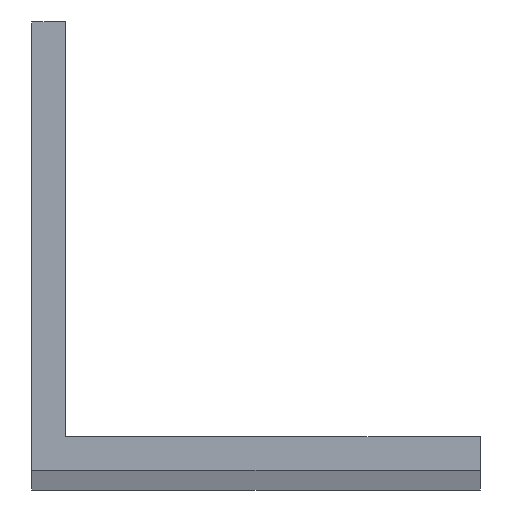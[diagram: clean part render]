
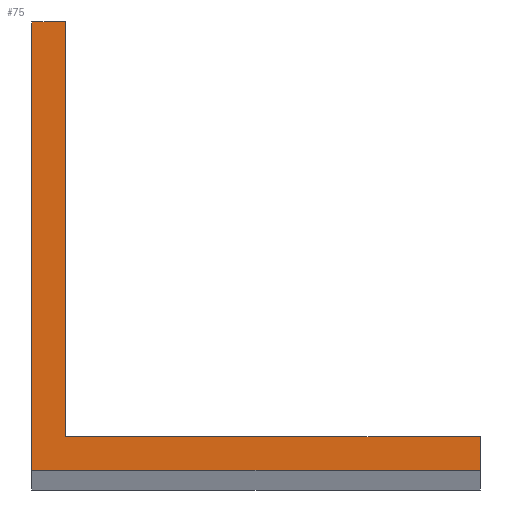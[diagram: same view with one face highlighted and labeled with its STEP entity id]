
A CAD part, top view. The second image highlights one B-rep face of the part: STEP entity #75.
In plain terms, the highlighted planar face has unit normal (0, 0, 1).
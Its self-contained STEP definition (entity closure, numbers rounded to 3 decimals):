
#12 = LINE ( 'NONE', #109, #20 ) ;
#16 = DIRECTION ( 'NONE',  ( -1., 0., 0. ) ) ;
#18 = LINE ( 'NONE', #164, #258 ) ;
#20 = VECTOR ( 'NONE', #16, 1000. ) ;
#22 = ORIENTED_EDGE ( 'NONE', *, *, #43, .T. ) ;
#25 = DIRECTION ( 'NONE',  ( 0., 1., 0. ) ) ;
#37 = LINE ( 'NONE', #301, #121 ) ;
#40 = CARTESIAN_POINT ( 'NONE',  ( 40., 0., 1000. ) ) ;
#43 = EDGE_CURVE ( 'NONE', #267, #55, #229, .T. ) ;
#47 = EDGE_CURVE ( 'NONE', #92, #267, #50, .T. ) ;
#50 = LINE ( 'NONE', #103, #128 ) ;
#55 = VERTEX_POINT ( 'NONE', #85 ) ;
#59 = DIRECTION ( 'NONE',  ( 0., 0., 1. ) ) ;
#74 = VERTEX_POINT ( 'NONE', #86 ) ;
#75 = ADVANCED_FACE ( 'NONE', ( #148 ), #171, .T. ) ;
#77 = VECTOR ( 'NONE', #250, 1000. ) ;
#81 = ORIENTED_EDGE ( 'NONE', *, *, #248, .T. ) ;
#85 = CARTESIAN_POINT ( 'NONE',  ( 0., 40., 1000. ) ) ;
#86 = CARTESIAN_POINT ( 'NONE',  ( 40., 3., 1000. ) ) ;
#92 = VERTEX_POINT ( 'NONE', #152 ) ;
#96 = DIRECTION ( 'NONE',  ( 0., 1., 0. ) ) ;
#101 = DIRECTION ( 'NONE',  ( 1., 0., 0. ) ) ;
#103 = CARTESIAN_POINT ( 'NONE',  ( 3., 3., 1000. ) ) ;
#107 = EDGE_CURVE ( 'NONE', #243, #263, #170, .T. ) ;
#109 = CARTESIAN_POINT ( 'NONE',  ( 40., 3., 1000. ) ) ;
#121 = VECTOR ( 'NONE', #96, 1000. ) ;
#128 = VECTOR ( 'NONE', #25, 1000. ) ;
#141 = CARTESIAN_POINT ( 'NONE',  ( 0., 0., 1000. ) ) ;
#147 = CARTESIAN_POINT ( 'NONE',  ( 3., 40., 1000. ) ) ;
#148 = FACE_OUTER_BOUND ( 'NONE', #197, .T. ) ;
#149 = EDGE_CURVE ( 'NONE', #55, #243, #18, .T. ) ;
#150 = ORIENTED_EDGE ( 'NONE', *, *, #149, .T. ) ;
#152 = CARTESIAN_POINT ( 'NONE',  ( 3., 3., 1000. ) ) ;
#158 = ORIENTED_EDGE ( 'NONE', *, *, #47, .T. ) ;
#164 = CARTESIAN_POINT ( 'NONE',  ( 0., 40., 1000. ) ) ;
#170 = LINE ( 'NONE', #269, #77 ) ;
#171 = PLANE ( 'NONE',  #194 ) ;
#194 = AXIS2_PLACEMENT_3D ( 'NONE', #254, #59, #101 ) ;
#197 = EDGE_LOOP ( 'NONE', ( #22, #150, #230, #81, #206, #158 ) ) ;
#206 = ORIENTED_EDGE ( 'NONE', *, *, #284, .T. ) ;
#214 = DIRECTION ( 'NONE',  ( 0., -1., 0. ) ) ;
#229 = LINE ( 'NONE', #147, #279 ) ;
#230 = ORIENTED_EDGE ( 'NONE', *, *, #107, .T. ) ;
#243 = VERTEX_POINT ( 'NONE', #141 ) ;
#248 = EDGE_CURVE ( 'NONE', #263, #74, #37, .T. ) ;
#250 = DIRECTION ( 'NONE',  ( 1., 0., 0. ) ) ;
#254 = CARTESIAN_POINT ( 'NONE',  ( 0., 0., 1000. ) ) ;
#258 = VECTOR ( 'NONE', #214, 1000. ) ;
#263 = VERTEX_POINT ( 'NONE', #40 ) ;
#267 = VERTEX_POINT ( 'NONE', #298 ) ;
#269 = CARTESIAN_POINT ( 'NONE',  ( 0., 0., 1000. ) ) ;
#279 = VECTOR ( 'NONE', #292, 1000. ) ;
#284 = EDGE_CURVE ( 'NONE', #74, #92, #12, .T. ) ;
#292 = DIRECTION ( 'NONE',  ( -1., 0., 0. ) ) ;
#298 = CARTESIAN_POINT ( 'NONE',  ( 3., 40., 1000. ) ) ;
#301 = CARTESIAN_POINT ( 'NONE',  ( 40., 0., 1000. ) ) ;
